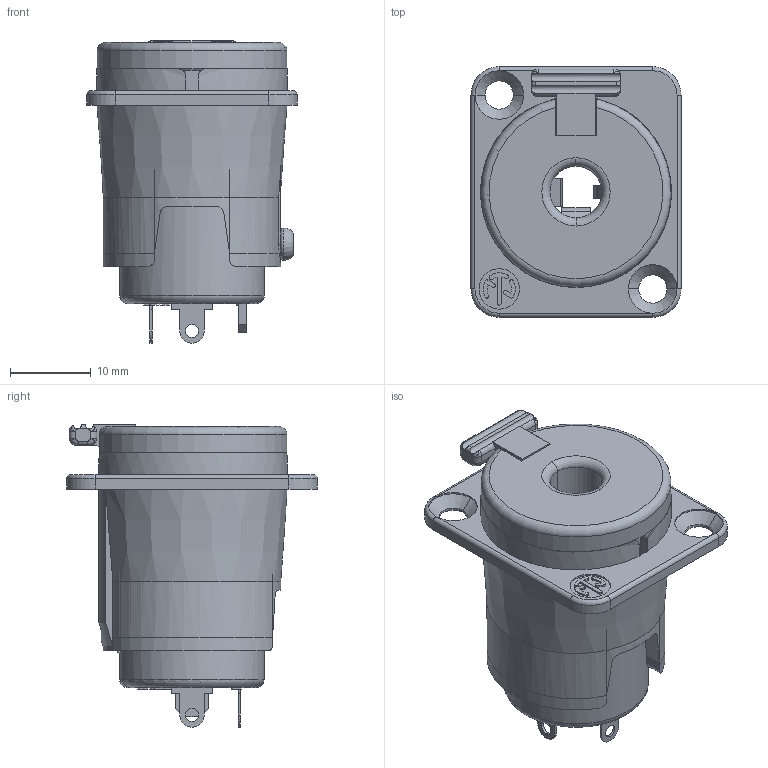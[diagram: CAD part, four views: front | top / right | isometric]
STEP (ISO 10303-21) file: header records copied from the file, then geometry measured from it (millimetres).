
FILE_DESCRIPTION((''),'2;1');
FILE_NAME('NJ3FP6P','2022-01-28T14:47:59',('phk'),(''),'CREO PARAMETRIC BY PTC INC, 2021184','CREO PARAMETRIC BY PTC INC, 2021184','');
FILE_SCHEMA(('CONFIG_CONTROL_DESIGN'));
Length unit declared in the file: millimetre
Products named in the file (1): NJ3FP6P
Bounding box: 26 x 31 x 37.4 mm (x, y, z)
Volume: 14052.1 mm3; surface area: 9299.6 mm2
Topology: 7 solids, 7 shells, 796 faces, 2159 edges, 1399 vertices
Faces by surface type: plane 537, cylinder 175, torus 43, bspline 21, cone 10, sphere 8, revolution 2
Entity records: 27755 total; most frequent: CARTESIAN_POINT 7646, ORIENTED_EDGE 4318, DIRECTION 3961, EDGE_CURVE 2159, VECTOR 1597, LINE 1597, VERTEX_POINT 1399, AXIS2_PLACEMENT_3D 1181
